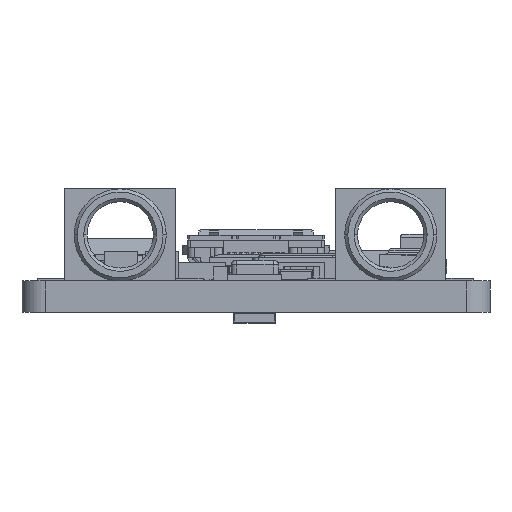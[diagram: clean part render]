
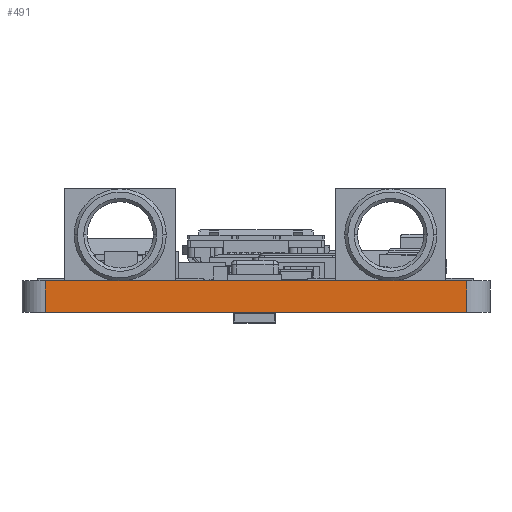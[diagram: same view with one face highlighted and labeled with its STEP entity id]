
A CAD part, front view. The second image highlights one B-rep face of the part: STEP entity #491.
In plain terms, the highlighted planar face has unit normal (0, -1, 0).
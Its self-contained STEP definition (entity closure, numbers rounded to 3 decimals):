
#261 = EDGE_CURVE('',#262,#264,#266,.T.);
#262 = VERTEX_POINT('',#263);
#263 = CARTESIAN_POINT('',(69.215,63.602,0.));
#264 = VERTEX_POINT('',#265);
#265 = CARTESIAN_POINT('',(69.215,63.602,1.691));
#266 = LINE('',#267,#268);
#267 = CARTESIAN_POINT('',(69.215,63.602,0.));
#268 = VECTOR('',#269,1.);
#269 = DIRECTION('',(0.,0.,1.));
#464 = VERTEX_POINT('',#465);
#465 = CARTESIAN_POINT('',(92.075,63.602,1.691));
#472 = EDGE_CURVE('',#473,#464,#475,.T.);
#473 = VERTEX_POINT('',#474);
#474 = CARTESIAN_POINT('',(92.075,63.602,0.));
#475 = LINE('',#476,#477);
#476 = CARTESIAN_POINT('',(92.075,63.602,0.));
#477 = VECTOR('',#478,1.);
#478 = DIRECTION('',(0.,0.,1.));
#491 = ADVANCED_FACE('',(#492),#508,.T.);
#492 = FACE_BOUND('',#493,.T.);
#493 = EDGE_LOOP('',(#494,#495,#501,#502));
#494 = ORIENTED_EDGE('',*,*,#472,.T.);
#495 = ORIENTED_EDGE('',*,*,#496,.T.);
#496 = EDGE_CURVE('',#464,#264,#497,.T.);
#497 = LINE('',#498,#499);
#498 = CARTESIAN_POINT('',(92.075,63.602,1.691));
#499 = VECTOR('',#500,1.);
#500 = DIRECTION('',(-1.,0.,0.));
#501 = ORIENTED_EDGE('',*,*,#261,.F.);
#502 = ORIENTED_EDGE('',*,*,#503,.F.);
#503 = EDGE_CURVE('',#473,#262,#504,.T.);
#504 = LINE('',#505,#506);
#505 = CARTESIAN_POINT('',(92.075,63.602,0.));
#506 = VECTOR('',#507,1.);
#507 = DIRECTION('',(-1.,0.,0.));
#508 = PLANE('',#509);
#509 = AXIS2_PLACEMENT_3D('',#510,#511,#512);
#510 = CARTESIAN_POINT('',(92.075,63.602,0.));
#511 = DIRECTION('',(0.,-1.,0.));
#512 = DIRECTION('',(-1.,0.,0.));
